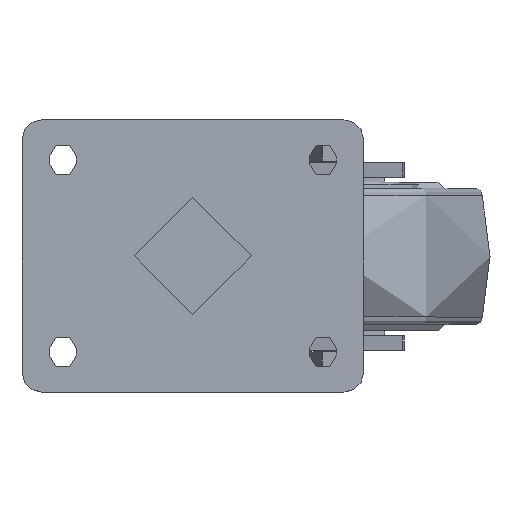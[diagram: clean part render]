
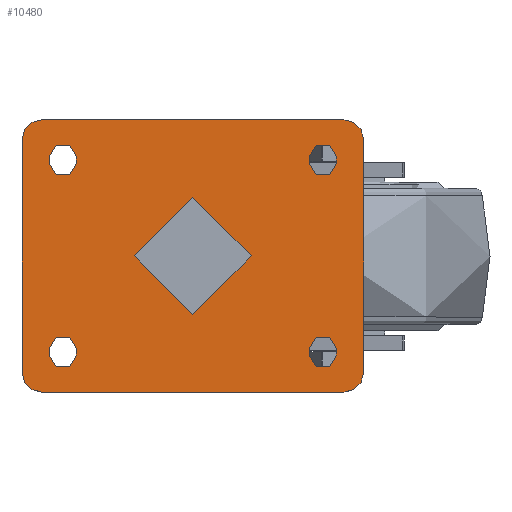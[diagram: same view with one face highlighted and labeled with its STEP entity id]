
A CAD part, top view. The second image highlights one B-rep face of the part: STEP entity #10480.
In plain terms, the highlighted planar face has unit normal (0, 0, 1).
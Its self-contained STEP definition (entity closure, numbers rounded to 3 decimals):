
#317=FACE_BOUND('',#1524,.T.);
#318=FACE_BOUND('',#1525,.T.);
#319=FACE_BOUND('',#1526,.T.);
#320=FACE_BOUND('',#1527,.T.);
#321=FACE_BOUND('',#1528,.T.);
#444=PLANE('',#11353);
#845=FACE_OUTER_BOUND('',#1523,.T.);
#1523=EDGE_LOOP('',(#7363,#7364,#7365,#7366,#7367,#7368,#7369,#7370));
#1524=EDGE_LOOP('',(#7371));
#1525=EDGE_LOOP('',(#7372,#7373,#7374,#7375));
#1526=EDGE_LOOP('',(#7376,#7377,#7378,#7379));
#1527=EDGE_LOOP('',(#7380,#7381,#7382,#7383));
#1528=EDGE_LOOP('',(#7384,#7385,#7386,#7387));
#2259=CIRCLE('',#11295,8.);
#2261=CIRCLE('',#11298,8.);
#2263=CIRCLE('',#11301,8.);
#2265=CIRCLE('',#11304,8.);
#2267=CIRCLE('',#11307,23.5);
#2271=CIRCLE('',#11321,5.5);
#2273=CIRCLE('',#11325,5.5);
#2275=CIRCLE('',#11329,5.5);
#2277=CIRCLE('',#11333,5.5);
#2279=CIRCLE('',#11337,5.5);
#2281=CIRCLE('',#11341,5.5);
#2283=CIRCLE('',#11345,5.5);
#2285=CIRCLE('',#11349,5.5);
#3124=LINE('',#22306,#3789);
#3128=LINE('',#22318,#3793);
#3132=LINE('',#22330,#3797);
#3136=LINE('',#22342,#3801);
#3140=LINE('',#22354,#3805);
#3144=LINE('',#22366,#3809);
#3148=LINE('',#22378,#3813);
#3152=LINE('',#22390,#3817);
#3154=LINE('',#22396,#3819);
#3156=LINE('',#22399,#3821);
#3159=LINE('',#22403,#3824);
#3160=LINE('',#22405,#3825);
#3789=VECTOR('',#12675,1000.);
#3793=VECTOR('',#12687,1000.);
#3797=VECTOR('',#12699,1000.);
#3801=VECTOR('',#12711,1000.);
#3805=VECTOR('',#12723,1000.);
#3809=VECTOR('',#12735,1000.);
#3813=VECTOR('',#12747,1000.);
#3817=VECTOR('',#12759,1000.);
#3819=VECTOR('',#12769,1000.);
#3821=VECTOR('',#12773,1000.);
#3824=VECTOR('',#12778,1000.);
#3825=VECTOR('',#12781,1000.);
#4473=VERTEX_POINT('',#18246);
#4474=VERTEX_POINT('',#18247);
#4477=VERTEX_POINT('',#18255);
#4478=VERTEX_POINT('',#18256);
#4481=VERTEX_POINT('',#18264);
#4482=VERTEX_POINT('',#18265);
#4485=VERTEX_POINT('',#18273);
#4486=VERTEX_POINT('',#18274);
#4489=VERTEX_POINT('',#18282);
#4530=VERTEX_POINT('',#22303);
#4531=VERTEX_POINT('',#22305);
#4533=VERTEX_POINT('',#22311);
#4535=VERTEX_POINT('',#22317);
#4538=VERTEX_POINT('',#22327);
#4539=VERTEX_POINT('',#22329);
#4541=VERTEX_POINT('',#22335);
#4543=VERTEX_POINT('',#22341);
#4546=VERTEX_POINT('',#22351);
#4547=VERTEX_POINT('',#22353);
#4549=VERTEX_POINT('',#22359);
#4551=VERTEX_POINT('',#22365);
#4554=VERTEX_POINT('',#22375);
#4555=VERTEX_POINT('',#22377);
#4557=VERTEX_POINT('',#22383);
#4559=VERTEX_POINT('',#22389);
#5499=EDGE_CURVE('',#4473,#4474,#2259,.T.);
#5503=EDGE_CURVE('',#4477,#4478,#2261,.T.);
#5507=EDGE_CURVE('',#4481,#4482,#2263,.T.);
#5511=EDGE_CURVE('',#4485,#4486,#2265,.T.);
#5515=EDGE_CURVE('',#4489,#4489,#2267,.T.);
#5585=EDGE_CURVE('',#4531,#4530,#3124,.T.);
#5588=EDGE_CURVE('',#4533,#4531,#2271,.T.);
#5591=EDGE_CURVE('',#4535,#4533,#3128,.T.);
#5594=EDGE_CURVE('',#4530,#4535,#2273,.T.);
#5597=EDGE_CURVE('',#4539,#4538,#3132,.T.);
#5600=EDGE_CURVE('',#4541,#4539,#2275,.T.);
#5603=EDGE_CURVE('',#4543,#4541,#3136,.T.);
#5606=EDGE_CURVE('',#4538,#4543,#2277,.T.);
#5609=EDGE_CURVE('',#4547,#4546,#3140,.T.);
#5612=EDGE_CURVE('',#4549,#4547,#2279,.T.);
#5615=EDGE_CURVE('',#4551,#4549,#3144,.T.);
#5618=EDGE_CURVE('',#4546,#4551,#2281,.T.);
#5621=EDGE_CURVE('',#4555,#4554,#3148,.T.);
#5624=EDGE_CURVE('',#4557,#4555,#2283,.T.);
#5627=EDGE_CURVE('',#4559,#4557,#3152,.T.);
#5630=EDGE_CURVE('',#4554,#4559,#2285,.T.);
#5631=EDGE_CURVE('',#4474,#4481,#3154,.T.);
#5633=EDGE_CURVE('',#4482,#4485,#3156,.T.);
#5636=EDGE_CURVE('',#4486,#4477,#3159,.T.);
#5637=EDGE_CURVE('',#4478,#4473,#3160,.T.);
#7363=ORIENTED_EDGE('',*,*,#5499,.F.);
#7364=ORIENTED_EDGE('',*,*,#5637,.F.);
#7365=ORIENTED_EDGE('',*,*,#5503,.F.);
#7366=ORIENTED_EDGE('',*,*,#5636,.F.);
#7367=ORIENTED_EDGE('',*,*,#5511,.F.);
#7368=ORIENTED_EDGE('',*,*,#5633,.F.);
#7369=ORIENTED_EDGE('',*,*,#5507,.F.);
#7370=ORIENTED_EDGE('',*,*,#5631,.F.);
#7371=ORIENTED_EDGE('',*,*,#5515,.T.);
#7372=ORIENTED_EDGE('',*,*,#5621,.T.);
#7373=ORIENTED_EDGE('',*,*,#5630,.T.);
#7374=ORIENTED_EDGE('',*,*,#5627,.T.);
#7375=ORIENTED_EDGE('',*,*,#5624,.T.);
#7376=ORIENTED_EDGE('',*,*,#5609,.T.);
#7377=ORIENTED_EDGE('',*,*,#5618,.T.);
#7378=ORIENTED_EDGE('',*,*,#5615,.T.);
#7379=ORIENTED_EDGE('',*,*,#5612,.T.);
#7380=ORIENTED_EDGE('',*,*,#5597,.T.);
#7381=ORIENTED_EDGE('',*,*,#5606,.T.);
#7382=ORIENTED_EDGE('',*,*,#5603,.T.);
#7383=ORIENTED_EDGE('',*,*,#5600,.T.);
#7384=ORIENTED_EDGE('',*,*,#5585,.T.);
#7385=ORIENTED_EDGE('',*,*,#5594,.T.);
#7386=ORIENTED_EDGE('',*,*,#5591,.T.);
#7387=ORIENTED_EDGE('',*,*,#5588,.T.);
#10480=ADVANCED_FACE('',(#845,#317,#318,#319,#320,#321),#444,.T.);
#11295=AXIS2_PLACEMENT_3D('',#18248,#12611,#12612);
#11298=AXIS2_PLACEMENT_3D('',#18257,#12619,#12620);
#11301=AXIS2_PLACEMENT_3D('',#18266,#12627,#12628);
#11304=AXIS2_PLACEMENT_3D('',#18275,#12635,#12636);
#11307=AXIS2_PLACEMENT_3D('',#18283,#12643,#12644);
#11321=AXIS2_PLACEMENT_3D('',#22312,#12681,#12682);
#11325=AXIS2_PLACEMENT_3D('',#22322,#12693,#12694);
#11329=AXIS2_PLACEMENT_3D('',#22336,#12705,#12706);
#11333=AXIS2_PLACEMENT_3D('',#22346,#12717,#12718);
#11337=AXIS2_PLACEMENT_3D('',#22360,#12729,#12730);
#11341=AXIS2_PLACEMENT_3D('',#22370,#12741,#12742);
#11345=AXIS2_PLACEMENT_3D('',#22384,#12753,#12754);
#11349=AXIS2_PLACEMENT_3D('',#22394,#12765,#12766);
#11353=AXIS2_PLACEMENT_3D('',#22404,#12779,#12780);
#12611=DIRECTION('center_axis',(0.,0.,-1.));
#12612=DIRECTION('ref_axis',(0.707,-0.707,0.));
#12619=DIRECTION('center_axis',(0.,0.,-1.));
#12620=DIRECTION('ref_axis',(0.707,0.707,0.));
#12627=DIRECTION('center_axis',(0.,0.,-1.));
#12628=DIRECTION('ref_axis',(-0.707,-0.707,0.));
#12635=DIRECTION('center_axis',(0.,0.,-1.));
#12636=DIRECTION('ref_axis',(-0.707,0.707,0.));
#12643=DIRECTION('center_axis',(0.,0.,-1.));
#12644=DIRECTION('ref_axis',(1.,0.,0.));
#12675=DIRECTION('',(0.,-1.,0.));
#12681=DIRECTION('center_axis',(0.,0.,-1.));
#12682=DIRECTION('ref_axis',(-1.,0.,0.));
#12687=DIRECTION('',(0.,1.,0.));
#12693=DIRECTION('center_axis',(0.,0.,-1.));
#12694=DIRECTION('ref_axis',(-1.,0.,0.));
#12699=DIRECTION('',(0.,1.,0.));
#12705=DIRECTION('center_axis',(0.,0.,-1.));
#12706=DIRECTION('ref_axis',(-1.,0.,0.));
#12711=DIRECTION('',(0.,-1.,0.));
#12717=DIRECTION('center_axis',(0.,0.,-1.));
#12718=DIRECTION('ref_axis',(-1.,0.,0.));
#12723=DIRECTION('',(0.,-1.,0.));
#12729=DIRECTION('center_axis',(0.,0.,-1.));
#12730=DIRECTION('ref_axis',(1.,0.,0.));
#12735=DIRECTION('',(0.,1.,0.));
#12741=DIRECTION('center_axis',(0.,0.,-1.));
#12742=DIRECTION('ref_axis',(1.,0.,0.));
#12747=DIRECTION('',(0.,1.,0.));
#12753=DIRECTION('center_axis',(0.,0.,-1.));
#12754=DIRECTION('ref_axis',(1.,0.,0.));
#12759=DIRECTION('',(0.,-1.,0.));
#12765=DIRECTION('center_axis',(0.,0.,-1.));
#12766=DIRECTION('ref_axis',(1.,0.,0.));
#12769=DIRECTION('',(-1.,0.,0.));
#12773=DIRECTION('',(0.,1.,0.));
#12778=DIRECTION('',(1.,0.,0.));
#12779=DIRECTION('center_axis',(0.,0.,1.));
#12780=DIRECTION('ref_axis',(1.,0.,0.));
#12781=DIRECTION('',(0.,-1.,0.));
#18246=CARTESIAN_POINT('',(69.,-47.,0.));
#18247=CARTESIAN_POINT('',(61.,-55.,0.));
#18248=CARTESIAN_POINT('Origin',(61.,-47.,0.));
#18255=CARTESIAN_POINT('',(61.,55.,0.));
#18256=CARTESIAN_POINT('',(69.,47.,0.));
#18257=CARTESIAN_POINT('Origin',(61.,47.,0.));
#18264=CARTESIAN_POINT('',(-61.,-55.,0.));
#18265=CARTESIAN_POINT('',(-69.,-47.,0.));
#18266=CARTESIAN_POINT('Origin',(-61.,-47.,0.));
#18273=CARTESIAN_POINT('',(-69.,47.,0.));
#18274=CARTESIAN_POINT('',(-61.,55.,0.));
#18275=CARTESIAN_POINT('Origin',(-61.,47.,0.));
#18282=CARTESIAN_POINT('',(-23.5,0.,0.));
#18283=CARTESIAN_POINT('Origin',(0.,0.,0.));
#22303=CARTESIAN_POINT('',(58.,37.5,0.));
#22305=CARTESIAN_POINT('',(58.,40.,0.));
#22306=CARTESIAN_POINT('',(58.,40.,0.));
#22311=CARTESIAN_POINT('',(47.,40.,0.));
#22312=CARTESIAN_POINT('Origin',(52.5,40.,0.));
#22317=CARTESIAN_POINT('',(47.,37.5,0.));
#22318=CARTESIAN_POINT('',(47.,40.,0.));
#22322=CARTESIAN_POINT('Origin',(52.5,37.5,0.));
#22327=CARTESIAN_POINT('',(47.,-37.5,0.));
#22329=CARTESIAN_POINT('',(47.,-40.,0.));
#22330=CARTESIAN_POINT('',(47.,-40.,0.));
#22335=CARTESIAN_POINT('',(58.,-40.,0.));
#22336=CARTESIAN_POINT('Origin',(52.5,-40.,0.));
#22341=CARTESIAN_POINT('',(58.,-37.5,0.));
#22342=CARTESIAN_POINT('',(58.,-40.,0.));
#22346=CARTESIAN_POINT('Origin',(52.5,-37.5,0.));
#22351=CARTESIAN_POINT('',(-47.,37.5,0.));
#22353=CARTESIAN_POINT('',(-47.,40.,0.));
#22354=CARTESIAN_POINT('',(-47.,40.,0.));
#22359=CARTESIAN_POINT('',(-58.,40.,0.));
#22360=CARTESIAN_POINT('Origin',(-52.5,40.,0.));
#22365=CARTESIAN_POINT('',(-58.,37.5,0.));
#22366=CARTESIAN_POINT('',(-58.,40.,0.));
#22370=CARTESIAN_POINT('Origin',(-52.5,37.5,0.));
#22375=CARTESIAN_POINT('',(-58.,-37.5,0.));
#22377=CARTESIAN_POINT('',(-58.,-40.,0.));
#22378=CARTESIAN_POINT('',(-58.,-40.,0.));
#22383=CARTESIAN_POINT('',(-47.,-40.,0.));
#22384=CARTESIAN_POINT('Origin',(-52.5,-40.,0.));
#22389=CARTESIAN_POINT('',(-47.,-37.5,0.));
#22390=CARTESIAN_POINT('',(-47.,-40.,0.));
#22394=CARTESIAN_POINT('Origin',(-52.5,-37.5,0.));
#22396=CARTESIAN_POINT('',(69.,-55.,0.));
#22399=CARTESIAN_POINT('',(-69.,-55.,0.));
#22403=CARTESIAN_POINT('',(-69.,55.,0.));
#22404=CARTESIAN_POINT('Origin',(0.,0.,0.));
#22405=CARTESIAN_POINT('',(69.,55.,0.));
